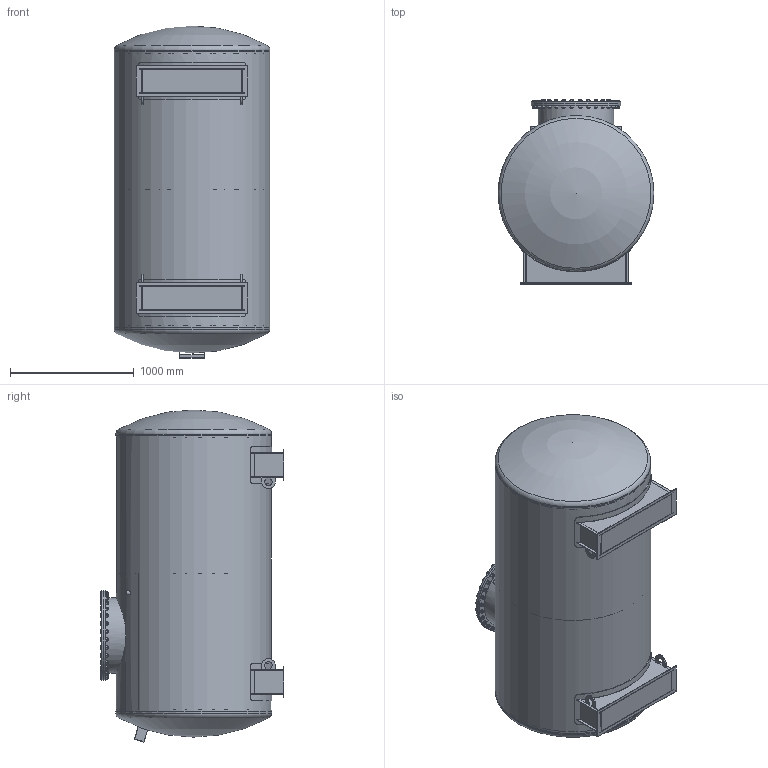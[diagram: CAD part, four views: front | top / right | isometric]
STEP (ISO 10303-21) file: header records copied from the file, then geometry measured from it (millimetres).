
FILE_DESCRIPTION((''),'2;1');
FILE_NAME('Behälter_6616_D_1250_003_100.stp','2013-02-11T10:09:38',('yh'),(''),'Autodesk Inventor 2012','Autodesk Inventor 2012','');
FILE_SCHEMA(('AUTOMOTIVE_DESIGN { 1 0 10303 214 1 1 1 1 }'));
Length unit declared in the file: millimetre
Products named in the file (1): Behälter_6616_D_1250_003_100_KV
Bounding box: 1256 x 1483.5 x 2678.46 mm (x, y, z)
Volume: 412389544.4 mm3; surface area: 26677893.5 mm2
Topology: 2 solids, 5 shells, 1117 faces, 2580 edges, 1642 vertices
Faces by surface type: plane 656, cone 288, cylinder 169, sphere 2, torus 2
Full cylindrical faces by diameter (mm): 16.647 x32, 18 x64, 24.8 x32, 33.7 x2, 598 x1, 610 x1, 660 x1, 720 x2, 1244 x2, 1256 x2
Entity records: 30591 total; most frequent: CARTESIAN_POINT 7173, ORIENTED_EDGE 4554, DIRECTION 4344, EDGE_CURVE 2277, AXIS2_PLACEMENT_3D 1745, EDGE_LOOP 1593, VERTEX_POINT 1574, FACE_OUTER_BOUND 1117
